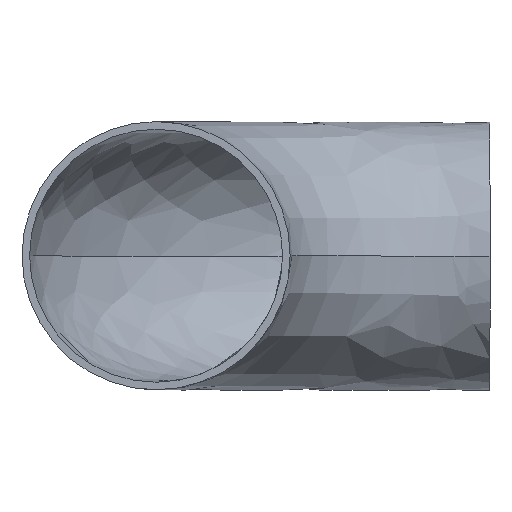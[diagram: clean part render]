
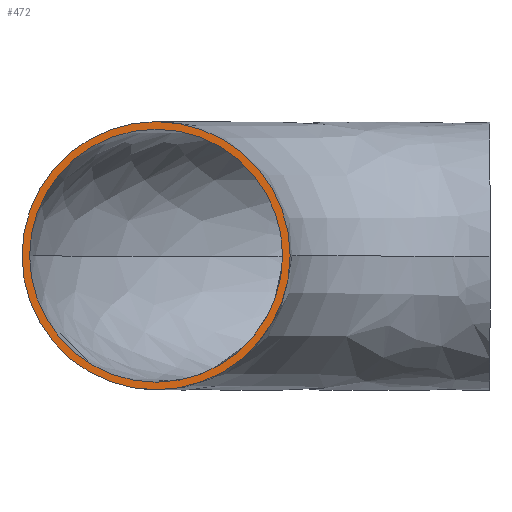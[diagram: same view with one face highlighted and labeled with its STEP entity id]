
A CAD part, top view. The second image highlights one B-rep face of the part: STEP entity #472.
In plain terms, the highlighted planar face has unit normal (0, 0, 1).
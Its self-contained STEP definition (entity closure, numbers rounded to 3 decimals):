
#14 = CARTESIAN_POINT ( 'NONE',  ( 20., 0., 0. ) ) ;
#15 = VERTEX_POINT ( 'NONE', #14 ) ;
#17 = CIRCLE ( 'NONE', #444, 21.2 ) ;
#18 = DIRECTION ( 'NONE',  ( 1., 0., 0. ) ) ;
#19 = EDGE_CURVE ( 'NONE', #329, #15, #154, .T. ) ;
#55 = VERTEX_POINT ( 'NONE', #236 ) ;
#56 = DIRECTION ( 'NONE',  ( 1., 0., 0. ) ) ;
#70 = EDGE_LOOP ( 'NONE', ( #139, #379 ) ) ;
#72 = CARTESIAN_POINT ( 'NONE',  ( 21.2, 0., 0. ) ) ;
#78 = DIRECTION ( 'NONE',  ( 0., 0., 1. ) ) ;
#82 = CIRCLE ( 'NONE', #490, 20. ) ;
#114 = ORIENTED_EDGE ( 'NONE', *, *, #344, .T. ) ;
#124 = CARTESIAN_POINT ( 'NONE',  ( 0., 0., 0. ) ) ;
#139 = ORIENTED_EDGE ( 'NONE', *, *, #280, .F. ) ;
#154 = CIRCLE ( 'NONE', #402, 20. ) ;
#166 = DIRECTION ( 'NONE',  ( 1., 0., 0. ) ) ;
#171 = AXIS2_PLACEMENT_3D ( 'NONE', #460, #382, #18 ) ;
#228 = VERTEX_POINT ( 'NONE', #72 ) ;
#236 = CARTESIAN_POINT ( 'NONE',  ( -21.2, 0., 0. ) ) ;
#246 = CIRCLE ( 'NONE', #531, 21.2 ) ;
#272 = CARTESIAN_POINT ( 'NONE',  ( 0., 0., 0. ) ) ;
#280 = EDGE_CURVE ( 'NONE', #15, #329, #82, .T. ) ;
#284 = FACE_OUTER_BOUND ( 'NONE', #467, .T. ) ;
#302 = DIRECTION ( 'NONE',  ( 0., 0., 1. ) ) ;
#329 = VERTEX_POINT ( 'NONE', #533 ) ;
#344 = EDGE_CURVE ( 'NONE', #228, #55, #17, .T. ) ;
#352 = DIRECTION ( 'NONE',  ( 1., 0., 0. ) ) ;
#363 = DIRECTION ( 'NONE',  ( 1., 0., 0. ) ) ;
#379 = ORIENTED_EDGE ( 'NONE', *, *, #19, .F. ) ;
#382 = DIRECTION ( 'NONE',  ( 0., 0., 1. ) ) ;
#400 = CARTESIAN_POINT ( 'NONE',  ( 0., 0., 0. ) ) ;
#402 = AXIS2_PLACEMENT_3D ( 'NONE', #272, #78, #363 ) ;
#408 = DIRECTION ( 'NONE',  ( 0., 0., 1. ) ) ;
#418 = ORIENTED_EDGE ( 'NONE', *, *, #434, .T. ) ;
#434 = EDGE_CURVE ( 'NONE', #55, #228, #246, .T. ) ;
#444 = AXIS2_PLACEMENT_3D ( 'NONE', #124, #408, #166 ) ;
#460 = CARTESIAN_POINT ( 'NONE',  ( 0., 0., 0. ) ) ;
#461 = CARTESIAN_POINT ( 'NONE',  ( 0., 0., 0. ) ) ;
#467 = EDGE_LOOP ( 'NONE', ( #114, #418 ) ) ;
#472 = ADVANCED_FACE ( 'NONE', ( #510, #284 ), #507, .T. ) ;
#490 = AXIS2_PLACEMENT_3D ( 'NONE', #400, #529, #352 ) ;
#507 = PLANE ( 'NONE',  #171 ) ;
#510 = FACE_BOUND ( 'NONE', #70, .T. ) ;
#529 = DIRECTION ( 'NONE',  ( 0., 0., 1. ) ) ;
#531 = AXIS2_PLACEMENT_3D ( 'NONE', #461, #302, #56 ) ;
#533 = CARTESIAN_POINT ( 'NONE',  ( -20., 0., 0. ) ) ;
